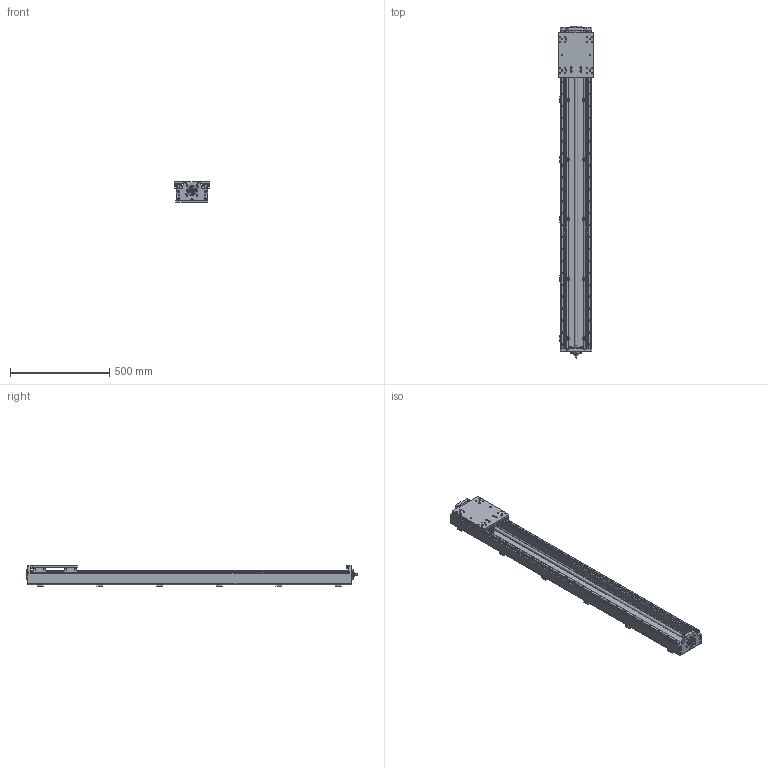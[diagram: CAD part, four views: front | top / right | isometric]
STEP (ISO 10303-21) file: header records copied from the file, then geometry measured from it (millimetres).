
FILE_DESCRIPTION((''),'2;1');
FILE_NAME('KK-HD-180-15-16XX-1600.stp','2009-03-21T11:06:46',('kurt'),(''),'Autodesk Inventor 2008','Autodesk Inventor 2008','');
FILE_SCHEMA(('AUTOMOTIVE_DESIGN { 1 0 10303 214 1 1 1 1 }'));
Length unit declared in the file: millimetre
Products named in the file (1): Part189
Bounding box: 180 x 1670.5 x 105 mm (x, y, z)
Volume: 9297319 mm3; surface area: 1266910 mm2
Topology: 1 solids, 19 shells, 2760 faces, 7421 edges, 4911 vertices
Faces by surface type: plane 1652, cylinder 511, bspline 435, cone 146, torus 16
Full cylindrical faces by diameter (mm): 2.459 x4, 3 x5, 3.242 x62, 3.5 x4, 3.6 x1, 4 x18, 4.134 x10, 4.5 x78, 4.917 x11, 5.5 x14, 6 x12, 6.6 x14, 7.5 x54, 8 x28, 8.376 x6, 9.5 x4, 9.6 x1, 10 x8, 10.106 x12, 11 x18, 12 x1, 15 x1, 15.12 x4, 15.36 x2, 16 x3, 17 x1, 18 x12, 20.88 x4, 24 x2, 26 x2
Entity records: 92875 total; most frequent: CARTESIAN_POINT 25939, ORIENTED_EDGE 13374, DIRECTION 11582, EDGE_CURVE 6687, VERTEX_POINT 4711, VECTOR 4596, LINE 4596, EDGE_LOOP 3704
